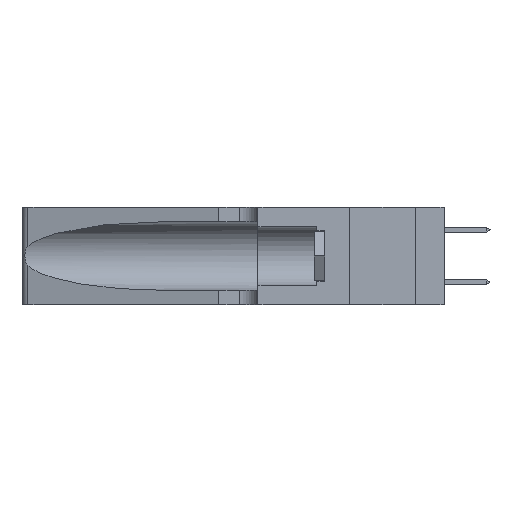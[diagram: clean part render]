
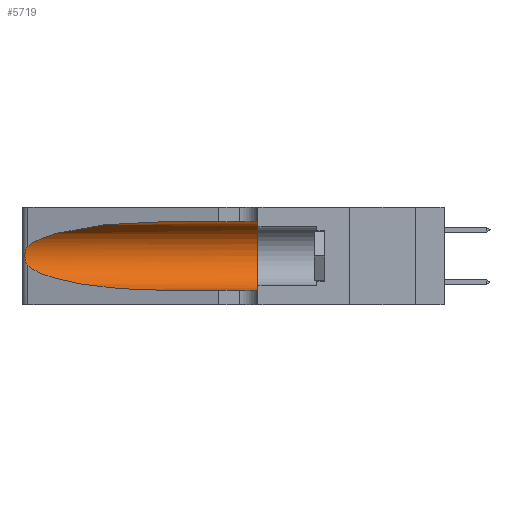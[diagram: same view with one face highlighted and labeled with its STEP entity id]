
A CAD part, left-side view. The second image highlights one B-rep face of the part: STEP entity #5719.
In plain terms, the highlighted cylindrical face has radius 3.308 mm (diameter 6.617 mm), a partial arc.
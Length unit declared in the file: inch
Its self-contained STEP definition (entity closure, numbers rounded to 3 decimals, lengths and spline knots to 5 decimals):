
#145 =( BOUNDED_CURVE ( )  B_SPLINE_CURVE ( 3, ( #15599, #19069, #40864, #2771 ),
 .UNSPECIFIED., .F., .F. ) 
 B_SPLINE_CURVE_WITH_KNOTS ( ( 4, 4 ),
 ( 1.5708, 2.84003 ),
 .UNSPECIFIED. ) 
 CURVE ( )  GEOMETRIC_REPRESENTATION_ITEM ( )  RATIONAL_B_SPLINE_CURVE ( ( 1., 0.87, 0.87, 1. ) ) 
 REPRESENTATION_ITEM ( '' )  );
#236 = LINE ( 'NONE', #43424, #26955 ) ;
#559 = CARTESIAN_POINT ( 'NONE',  ( 0.1305, 1.61858, 0.185 ) ) ;
#2771 = CARTESIAN_POINT ( 'NONE',  ( 0.25487, 1.22718, 0.22369 ) ) ;
#2932 = VERTEX_POINT ( 'NONE', #24574 ) ;
#3386 = CARTESIAN_POINT ( 'NONE',  ( 0.25487, 1.22718, 0.22369 ) ) ;
#3498 = B_SPLINE_CURVE_WITH_KNOTS ( 'NONE', 3,
 ( #13184, #20131, #6606, #44706, #30533, #16810, #20431, #10086, #23627, #37835, #44856, #16673, #27470, #31129 ),
 .UNSPECIFIED., .F., .F.,
 ( 4, 2, 2, 2, 2, 2, 4 ),
 ( 0., 0.00027, 0.00053, 0.00107, 0.0016, 0.00187, 0.00214 ),
 .UNSPECIFIED. ) ;
#3820 = VERTEX_POINT ( 'NONE', #3386 ) ;
#4648 = CARTESIAN_POINT ( 'NONE',  ( 0.1305, 0.35, 0.31525 ) ) ;
#5719 = ADVANCED_FACE ( 'NONE', ( #37969 ), #37844, .F. ) ;
#6606 = CARTESIAN_POINT ( 'NONE',  ( 0.25639, 1.23184, 0.21858 ) ) ;
#9469 = DIRECTION ( 'NONE',  ( 0., -1., 0. ) ) ;
#9825 = VERTEX_POINT ( 'NONE', #12497 ) ;
#10086 = CARTESIAN_POINT ( 'NONE',  ( 0.26075, 1.23896, 0.178 ) ) ;
#12214 = VERTEX_POINT ( 'NONE', #21069 ) ;
#12497 = CARTESIAN_POINT ( 'NONE',  ( 0.1305, 0.72297, 0.31525 ) ) ;
#13184 = CARTESIAN_POINT ( 'NONE',  ( 0.25487, 1.22718, 0.22369 ) ) ;
#15493 = CARTESIAN_POINT ( 'NONE',  ( 0.1305, 0.72297, 0.05475 ) ) ;
#15599 = CARTESIAN_POINT ( 'NONE',  ( 0.1305, 0.72297, 0.31525 ) ) ;
#15896 = ORIENTED_EDGE ( 'NONE', *, *, #42181, .T. ) ;
#16276 = VERTEX_POINT ( 'NONE', #4648 ) ;
#16673 = CARTESIAN_POINT ( 'NONE',  ( 0.25639, 1.23186, 0.15144 ) ) ;
#16810 = CARTESIAN_POINT ( 'NONE',  ( 0.26018, 1.23835, 0.19895 ) ) ;
#16989 = VECTOR ( 'NONE', #9469, 39.37008 ) ;
#17146 = ORIENTED_EDGE ( 'NONE', *, *, #31023, .F. ) ;
#17245 = ORIENTED_EDGE ( 'NONE', *, *, #42375, .F. ) ;
#17285 = EDGE_LOOP ( 'NONE', ( #37015, #37441, #15896, #28278, #17245, #17146 ) ) ;
#18832 = CARTESIAN_POINT ( 'NONE',  ( 0.18966, 0.96281, 0.05475 ) ) ;
#19069 = CARTESIAN_POINT ( 'NONE',  ( 0.18966, 0.96281, 0.31525 ) ) ;
#20131 = CARTESIAN_POINT ( 'NONE',  ( 0.25555, 1.22994, 0.2215 ) ) ;
#20431 = CARTESIAN_POINT ( 'NONE',  ( 0.26075, 1.23896, 0.19203 ) ) ;
#21041 = DIRECTION ( 'NONE',  ( 0., 0., -1. ) ) ;
#21069 = CARTESIAN_POINT ( 'NONE',  ( 0.25487, 1.22718, 0.14631 ) ) ;
#22336 = DIRECTION ( 'NONE',  ( 0., -1., 0. ) ) ;
#23627 = CARTESIAN_POINT ( 'NONE',  ( 0.26017, 1.23833, 0.17102 ) ) ;
#24374 = VERTEX_POINT ( 'NONE', #29573 ) ;
#24574 = CARTESIAN_POINT ( 'NONE',  ( 0.1305, 0.35, 0.05475 ) ) ;
#25200 = CARTESIAN_POINT ( 'NONE',  ( 0.25487, 1.22718, 0.14631 ) ) ;
#26777 = DIRECTION ( 'NONE',  ( 0., 1., 0. ) ) ;
#26836 = CARTESIAN_POINT ( 'NONE',  ( 0.1305, 1.61858, 0.05475 ) ) ;
#26955 = VECTOR ( 'NONE', #22336, 39.37008 ) ;
#27066 = DIRECTION ( 'NONE',  ( 0., 0., 1. ) ) ;
#27470 = CARTESIAN_POINT ( 'NONE',  ( 0.25555, 1.22993, 0.14849 ) ) ;
#28278 = ORIENTED_EDGE ( 'NONE', *, *, #28410, .T. ) ;
#28410 = EDGE_CURVE ( 'NONE', #24374, #2932, #31159, .T. ) ;
#28928 = AXIS2_PLACEMENT_3D ( 'NONE', #559, #35523, #21041 ) ;
#29050 = AXIS2_PLACEMENT_3D ( 'NONE', #40630, #26777, #27066 ) ;
#29573 = CARTESIAN_POINT ( 'NONE',  ( 0.1305, 0.72297, 0.05475 ) ) ;
#29596 = CIRCLE ( 'NONE', #29050, 0.13025 ) ;
#30533 = CARTESIAN_POINT ( 'NONE',  ( 0.25854, 1.2359, 0.20912 ) ) ;
#30556 = EDGE_CURVE ( 'NONE', #9825, #3820, #145, .T. ) ;
#31023 = EDGE_CURVE ( 'NONE', #9825, #16276, #236, .T. ) ;
#31129 = CARTESIAN_POINT ( 'NONE',  ( 0.25487, 1.22718, 0.14631 ) ) ;
#31159 = LINE ( 'NONE', #26836, #16989 ) ;
#32558 =( BOUNDED_CURVE ( )  B_SPLINE_CURVE ( 3, ( #25200, #36203, #18832, #15493 ),
 .UNSPECIFIED., .F., .T. ) 
 B_SPLINE_CURVE_WITH_KNOTS ( ( 4, 4 ),
 ( 3.44316, 4.71239 ),
 .UNSPECIFIED. ) 
 CURVE ( )  GEOMETRIC_REPRESENTATION_ITEM ( )  RATIONAL_B_SPLINE_CURVE ( ( 1., 0.87, 0.87, 1. ) ) 
 REPRESENTATION_ITEM ( '' )  );
#35523 = DIRECTION ( 'NONE',  ( 0., -1., 0. ) ) ;
#36203 = CARTESIAN_POINT ( 'NONE',  ( 0.2373, 1.15595, 0.08982 ) ) ;
#37015 = ORIENTED_EDGE ( 'NONE', *, *, #30556, .T. ) ;
#37441 = ORIENTED_EDGE ( 'NONE', *, *, #43139, .T. ) ;
#37835 = CARTESIAN_POINT ( 'NONE',  ( 0.25856, 1.23593, 0.16098 ) ) ;
#37844 = CYLINDRICAL_SURFACE ( 'NONE', #28928, 0.13025 ) ;
#37969 = FACE_OUTER_BOUND ( 'NONE', #17285, .T. ) ;
#40630 = CARTESIAN_POINT ( 'NONE',  ( 0.1305, 0.35, 0.185 ) ) ;
#40864 = CARTESIAN_POINT ( 'NONE',  ( 0.2373, 1.15595, 0.28018 ) ) ;
#42181 = EDGE_CURVE ( 'NONE', #12214, #24374, #32558, .T. ) ;
#42375 = EDGE_CURVE ( 'NONE', #16276, #2932, #29596, .T. ) ;
#43139 = EDGE_CURVE ( 'NONE', #3820, #12214, #3498, .T. ) ;
#43424 = CARTESIAN_POINT ( 'NONE',  ( 0.1305, 1.61858, 0.31525 ) ) ;
#44706 = CARTESIAN_POINT ( 'NONE',  ( 0.25787, 1.23484, 0.2124 ) ) ;
#44856 = CARTESIAN_POINT ( 'NONE',  ( 0.25789, 1.23486, 0.15765 ) ) ;
